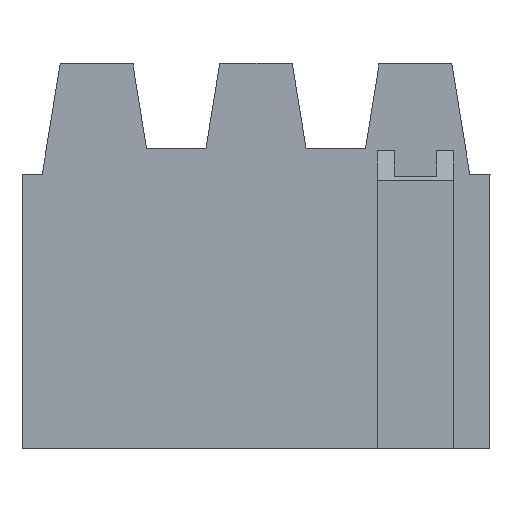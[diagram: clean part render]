
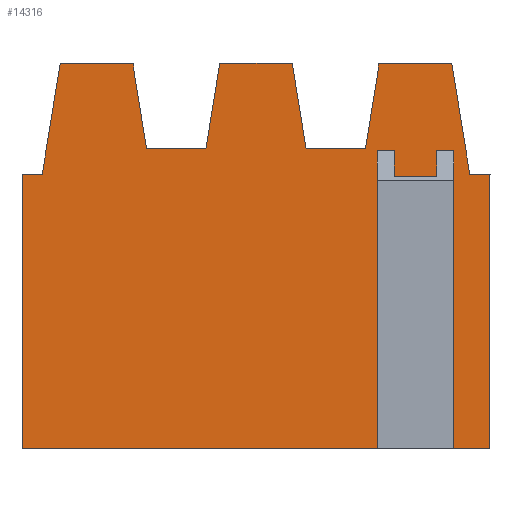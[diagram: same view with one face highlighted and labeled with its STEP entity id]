
A CAD part, left-side view. The second image highlights one B-rep face of the part: STEP entity #14316.
In plain terms, the highlighted planar face has unit normal (-1, 0, 0).
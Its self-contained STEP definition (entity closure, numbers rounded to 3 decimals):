
#3232=ORIENTED_EDGE('',*,*,#6052,.T.);
#3233=ORIENTED_EDGE('',*,*,#6053,.T.);
#3234=ORIENTED_EDGE('',*,*,#6054,.F.);
#3235=ORIENTED_EDGE('',*,*,#4320,.T.);
#3236=ORIENTED_EDGE('',*,*,#6055,.T.);
#3237=ORIENTED_EDGE('',*,*,#6008,.T.);
#3238=ORIENTED_EDGE('',*,*,#6056,.T.);
#3239=ORIENTED_EDGE('',*,*,#6049,.T.);
#3240=ORIENTED_EDGE('',*,*,#6057,.T.);
#3241=ORIENTED_EDGE('',*,*,#6058,.T.);
#3242=ORIENTED_EDGE('',*,*,#6059,.T.);
#3243=ORIENTED_EDGE('',*,*,#6060,.T.);
#3244=ORIENTED_EDGE('',*,*,#6061,.T.);
#3245=ORIENTED_EDGE('',*,*,#6062,.T.);
#3246=ORIENTED_EDGE('',*,*,#6063,.T.);
#3247=ORIENTED_EDGE('',*,*,#6064,.T.);
#3248=ORIENTED_EDGE('',*,*,#5865,.F.);
#3249=ORIENTED_EDGE('',*,*,#5204,.F.);
#3250=ORIENTED_EDGE('',*,*,#5200,.F.);
#3251=ORIENTED_EDGE('',*,*,#5197,.F.);
#3252=ORIENTED_EDGE('',*,*,#5196,.F.);
#3253=ORIENTED_EDGE('',*,*,#5203,.F.);
#3254=ORIENTED_EDGE('',*,*,#5869,.T.);
#3255=ORIENTED_EDGE('',*,*,#6065,.F.);
#3256=ORIENTED_EDGE('',*,*,#6066,.F.);
#3257=ORIENTED_EDGE('',*,*,#6067,.T.);
#4320=EDGE_CURVE('',#6361,#6362,#7718,.T.);
#5196=EDGE_CURVE('',#7077,#7075,#8497,.T.);
#5197=EDGE_CURVE('',#7075,#7078,#8498,.T.);
#5200=EDGE_CURVE('',#7078,#7080,#8501,.T.);
#5203=EDGE_CURVE('',#7081,#7077,#8504,.T.);
#5204=EDGE_CURVE('',#7080,#7083,#8505,.T.);
#5865=EDGE_CURVE('',#7083,#7424,#9155,.T.);
#5869=EDGE_CURVE('',#7081,#7426,#9159,.T.);
#6008=EDGE_CURVE('',#7498,#7499,#9280,.T.);
#6049=EDGE_CURVE('',#7532,#7533,#9321,.T.);
#6052=EDGE_CURVE('',#7534,#7535,#9324,.T.);
#6053=EDGE_CURVE('',#7535,#7536,#9325,.T.);
#6054=EDGE_CURVE('',#6361,#7536,#9326,.T.);
#6055=EDGE_CURVE('',#6362,#7498,#9327,.T.);
#6056=EDGE_CURVE('',#7499,#7532,#9328,.T.);
#6057=EDGE_CURVE('',#7533,#7537,#9329,.T.);
#6058=EDGE_CURVE('',#7537,#7538,#9330,.T.);
#6059=EDGE_CURVE('',#7538,#7539,#9331,.T.);
#6060=EDGE_CURVE('',#7539,#7540,#9332,.T.);
#6061=EDGE_CURVE('',#7540,#7541,#9333,.T.);
#6062=EDGE_CURVE('',#7541,#7542,#9334,.T.);
#6063=EDGE_CURVE('',#7542,#7543,#9335,.T.);
#6064=EDGE_CURVE('',#7543,#7424,#9336,.T.);
#6065=EDGE_CURVE('',#7544,#7426,#9337,.T.);
#6066=EDGE_CURVE('',#7545,#7544,#9338,.T.);
#6067=EDGE_CURVE('',#7545,#7534,#9339,.T.);
#6361=VERTEX_POINT('',#18706);
#6362=VERTEX_POINT('',#18707);
#7075=VERTEX_POINT('',#21124);
#7077=VERTEX_POINT('',#21127);
#7078=VERTEX_POINT('',#21131);
#7080=VERTEX_POINT('',#21137);
#7081=VERTEX_POINT('',#21141);
#7083=VERTEX_POINT('',#21145);
#7424=VERTEX_POINT('',#22916);
#7426=VERTEX_POINT('',#22925);
#7498=VERTEX_POINT('',#23547);
#7499=VERTEX_POINT('',#23548);
#7532=VERTEX_POINT('',#23628);
#7533=VERTEX_POINT('',#23629);
#7534=VERTEX_POINT('',#23634);
#7535=VERTEX_POINT('',#23635);
#7536=VERTEX_POINT('',#23637);
#7537=VERTEX_POINT('',#23642);
#7538=VERTEX_POINT('',#23644);
#7539=VERTEX_POINT('',#23646);
#7540=VERTEX_POINT('',#23648);
#7541=VERTEX_POINT('',#23650);
#7542=VERTEX_POINT('',#23652);
#7543=VERTEX_POINT('',#23654);
#7544=VERTEX_POINT('',#23657);
#7545=VERTEX_POINT('',#23659);
#7718=LINE('',#18705,#9611);
#8497=LINE('',#21128,#10390);
#8498=LINE('',#21130,#10391);
#8501=LINE('',#21136,#10394);
#8504=LINE('',#21143,#10397);
#8505=LINE('',#21144,#10398);
#9155=LINE('',#22918,#11048);
#9159=LINE('',#22926,#11052);
#9280=LINE('',#23546,#11173);
#9321=LINE('',#23627,#11214);
#9324=LINE('',#23633,#11217);
#9325=LINE('',#23636,#11218);
#9326=LINE('',#23638,#11219);
#9327=LINE('',#23639,#11220);
#9328=LINE('',#23640,#11221);
#9329=LINE('',#23641,#11222);
#9330=LINE('',#23643,#11223);
#9331=LINE('',#23645,#11224);
#9332=LINE('',#23647,#11225);
#9333=LINE('',#23649,#11226);
#9334=LINE('',#23651,#11227);
#9335=LINE('',#23653,#11228);
#9336=LINE('',#23655,#11229);
#9337=LINE('',#23656,#11230);
#9338=LINE('',#23658,#11231);
#9339=LINE('',#23660,#11232);
#9611=VECTOR('',#15242,1000.);
#10390=VECTOR('',#16531,1000.);
#10391=VECTOR('',#16534,1000.);
#10394=VECTOR('',#16539,1000.);
#10397=VECTOR('',#16544,1000.);
#10398=VECTOR('',#16545,1000.);
#11048=VECTOR('',#17811,1000.);
#11052=VECTOR('',#17819,1000.);
#11173=VECTOR('',#18068,1000.);
#11214=VECTOR('',#18121,1000.);
#11217=VECTOR('',#18126,1000.);
#11218=VECTOR('',#18127,1000.);
#11219=VECTOR('',#18128,1000.);
#11220=VECTOR('',#18129,1000.);
#11221=VECTOR('',#18130,1000.);
#11222=VECTOR('',#18131,1000.);
#11223=VECTOR('',#18132,1000.);
#11224=VECTOR('',#18133,1000.);
#11225=VECTOR('',#18134,1000.);
#11226=VECTOR('',#18135,1000.);
#11227=VECTOR('',#18136,1000.);
#11228=VECTOR('',#18137,1000.);
#11229=VECTOR('',#18138,1000.);
#11230=VECTOR('',#18139,1000.);
#11231=VECTOR('',#18140,1000.);
#11232=VECTOR('',#18141,1000.);
#12127=EDGE_LOOP('',(#3232,#3233,#3234,#3235,#3236,#3237,#3238,#3239,#3240,
#3241,#3242,#3243,#3244,#3245,#3246,#3247,#3248,#3249,#3250,#3251,#3252,
#3253,#3254,#3255,#3256,#3257));
#12901=FACE_BOUND('',#12127,.T.);
#13599=PLANE('',#15092);
#14316=ADVANCED_FACE('',(#12901),#13599,.T.);
#15092=AXIS2_PLACEMENT_3D('',#23632,#18124,#18125);
#15242=DIRECTION('',(0.,0.16,-0.987));
#16531=DIRECTION('',(0.,0.,-1.));
#16534=DIRECTION('',(0.,1.,0.));
#16539=DIRECTION('',(0.,0.,1.));
#16544=DIRECTION('',(0.,1.,0.));
#16545=DIRECTION('',(0.,1.,0.));
#17811=DIRECTION('',(0.,0.,-1.));
#17819=DIRECTION('',(0.,0.,-1.));
#18068=DIRECTION('',(0.,0.16,0.987));
#18121=DIRECTION('',(0.,0.16,-0.987));
#18124=DIRECTION('',(-1.,0.,0.));
#18125=DIRECTION('',(0.,-1.,0.));
#18126=DIRECTION('',(0.,0.16,0.987));
#18127=DIRECTION('',(0.,1.,0.));
#18128=DIRECTION('',(0.,0.,1.));
#18129=DIRECTION('',(0.,1.,0.));
#18130=DIRECTION('',(0.,1.,0.));
#18131=DIRECTION('',(0.,1.,0.));
#18132=DIRECTION('',(0.,0.16,0.987));
#18133=DIRECTION('',(0.,0.,1.));
#18134=DIRECTION('',(0.,1.,0.));
#18135=DIRECTION('',(0.,0.16,-0.987));
#18136=DIRECTION('',(0.,1.,0.));
#18137=DIRECTION('',(0.,0.,-1.));
#18138=DIRECTION('',(0.,-1.,0.));
#18139=DIRECTION('',(0.,1.,0.));
#18140=DIRECTION('',(0.,0.,-1.));
#18141=DIRECTION('',(0.,1.,0.));
#18705=CARTESIAN_POINT('',(-6.064,-14.12,-11.065));
#18706=CARTESIAN_POINT('',(-6.064,-16.75,5.118));
#18707=CARTESIAN_POINT('',(-6.064,-16.146,1.4));
#21124=CARTESIAN_POINT('',(-6.064,-19.5,0.1));
#21127=CARTESIAN_POINT('',(-6.064,-19.5,1.3));
#21128=CARTESIAN_POINT('',(-6.064,-19.5,1.3));
#21130=CARTESIAN_POINT('',(-6.064,-19.5,0.1));
#21131=CARTESIAN_POINT('',(-6.064,-17.5,0.1));
#21136=CARTESIAN_POINT('',(-6.064,-17.5,0.1));
#21137=CARTESIAN_POINT('',(-6.064,-17.5,1.3));
#21141=CARTESIAN_POINT('',(-6.064,-20.3,1.3));
#21143=CARTESIAN_POINT('',(-6.064,-20.,1.3));
#21144=CARTESIAN_POINT('',(-6.064,-17.5,1.3));
#21145=CARTESIAN_POINT('',(-6.064,-16.7,1.3));
#22916=CARTESIAN_POINT('',(-6.064,-16.7,-12.7));
#22918=CARTESIAN_POINT('',(-6.064,-16.7,0.876));
#22925=CARTESIAN_POINT('',(-6.064,-20.3,-12.7));
#22926=CARTESIAN_POINT('',(-6.064,-20.3,0.876));
#23546=CARTESIAN_POINT('',(-6.064,-13.354,1.4));
#23547=CARTESIAN_POINT('',(-6.064,-13.354,1.4));
#23548=CARTESIAN_POINT('',(-6.064,-12.704,5.4));
#23627=CARTESIAN_POINT('',(-6.064,-6.813,-9.878));
#23628=CARTESIAN_POINT('',(-6.064,-9.296,5.4));
#23629=CARTESIAN_POINT('',(-6.064,-8.646,1.4));
#23632=CARTESIAN_POINT('',(-6.064,-24.182,-12.7));
#23633=CARTESIAN_POINT('',(-6.064,-20.854,1.4));
#23634=CARTESIAN_POINT('',(-6.064,-21.049,0.2));
#23635=CARTESIAN_POINT('',(-6.064,-20.204,5.4));
#23636=CARTESIAN_POINT('',(-6.064,-24.182,5.4));
#23637=CARTESIAN_POINT('',(-6.064,-16.75,5.4));
#23638=CARTESIAN_POINT('',(-6.064,-16.75,-0.7));
#23639=CARTESIAN_POINT('',(-6.064,-24.182,1.4));
#23640=CARTESIAN_POINT('',(-6.064,-12.449,5.4));
#23641=CARTESIAN_POINT('',(-6.064,-3.48,1.4));
#23642=CARTESIAN_POINT('',(-6.064,-5.854,1.4));
#23643=CARTESIAN_POINT('',(-6.064,-5.813,1.652));
#23644=CARTESIAN_POINT('',(-6.064,-5.25,5.118));
#23645=CARTESIAN_POINT('',(-6.064,-5.25,-0.7));
#23646=CARTESIAN_POINT('',(-6.064,-5.25,5.4));
#23647=CARTESIAN_POINT('',(-6.064,-4.949,5.4));
#23648=CARTESIAN_POINT('',(-6.064,-1.796,5.4));
#23649=CARTESIAN_POINT('',(-6.064,0.494,-8.69));
#23650=CARTESIAN_POINT('',(-6.064,-0.951,0.2));
#23651=CARTESIAN_POINT('',(-6.064,-1.,0.2));
#23652=CARTESIAN_POINT('',(-6.064,0.,0.2));
#23653=CARTESIAN_POINT('',(-6.064,0.,-12.7));
#23654=CARTESIAN_POINT('',(-6.064,0.,-12.7));
#23655=CARTESIAN_POINT('',(-6.064,-24.182,-12.7));
#23656=CARTESIAN_POINT('',(-6.064,-3.48,-12.7));
#23657=CARTESIAN_POINT('',(-6.064,-22.,-12.7));
#23658=CARTESIAN_POINT('',(-6.064,-22.,-12.7));
#23659=CARTESIAN_POINT('',(-6.064,-22.,0.2));
#23660=CARTESIAN_POINT('',(-6.064,-24.182,0.2));
